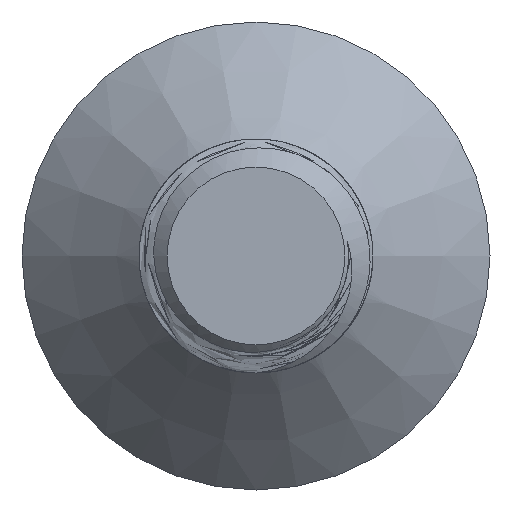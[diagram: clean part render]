
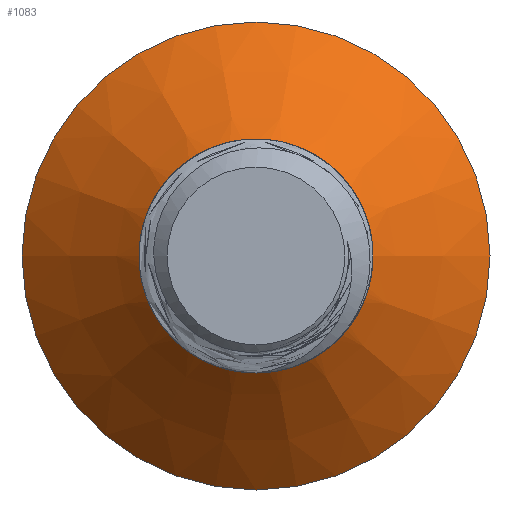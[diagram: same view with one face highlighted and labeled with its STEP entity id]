
A CAD part, left-side view. The second image highlights one B-rep face of the part: STEP entity #1083.
In plain terms, the highlighted conical face has half-angle 45 degrees and reference radius 2.5 mm.
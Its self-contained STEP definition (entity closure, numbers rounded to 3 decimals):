
#38=CONICAL_SURFACE('',#1164,2.5,0.785);
#87=FACE_OUTER_BOUND('',#150,.T.);
#150=EDGE_LOOP('',(#829,#830,#831,#832,#833,#834,#835,#836));
#172=CIRCLE('',#1120,2.5);
#175=CIRCLE('',#1165,5.);
#176=CIRCLE('',#1166,1.98);
#267=B_SPLINE_CURVE_WITH_KNOTS('',3,(#4510,#4511,#4512,#4513,#4514,#4515,
#4516,#4517,#4518,#4519,#4520,#4521,#4522,#4523,#4524,#4525),
 .UNSPECIFIED.,.F.,.F.,(4,2,2,2,2,2,2,4),(1.29,1.418,
1.652,1.915,2.207,2.535,2.793,
2.992),.UNSPECIFIED.);
#268=B_SPLINE_CURVE_WITH_KNOTS('',3,(#4527,#4528,#4529,#4530,#4531,#4532,
#4533,#4534,#4535,#4536,#4537,#4538,#4539,#4540),.UNSPECIFIED.,.F.,.F.,
(4,2,2,2,2,2,4),(0.,0.034,0.058,0.103,
0.166,0.213,0.261),.UNSPECIFIED.);
#269=B_SPLINE_CURVE_WITH_KNOTS('',3,(#4543,#4544,#4545,#4546,#4547,#4548,
#4549,#4550,#4551,#4552,#4553,#4554,#4555,#4556,#4557,#4558,#4559,#4560,
#4561,#4562,#4563,#4564,#4565,#4566,#4567,#4568),.UNSPECIFIED.,.F.,.F.,
(4,2,2,2,2,2,2,2,2,2,2,2,4),(0.,0.044,0.086,
0.163,0.252,0.345,0.454,
0.569,0.704,0.854,1.021,
1.208,1.29),.UNSPECIFIED.);
#318=LINE('',#4509,#374);
#374=VECTOR('',#1333,2.5);
#391=VERTEX_POINT('',#1410);
#392=VERTEX_POINT('',#1445);
#477=VERTEX_POINT('',#4506);
#478=VERTEX_POINT('',#4508);
#479=VERTEX_POINT('',#4526);
#480=VERTEX_POINT('',#4541);
#498=EDGE_CURVE('',#392,#391,#172,.T.);
#623=EDGE_CURVE('',#477,#477,#175,.T.);
#624=EDGE_CURVE('',#477,#478,#318,.T.);
#625=EDGE_CURVE('',#478,#392,#267,.T.);
#626=EDGE_CURVE('',#391,#479,#268,.T.);
#627=EDGE_CURVE('',#479,#480,#176,.T.);
#628=EDGE_CURVE('',#480,#478,#269,.T.);
#829=ORIENTED_EDGE('',*,*,#623,.F.);
#830=ORIENTED_EDGE('',*,*,#624,.T.);
#831=ORIENTED_EDGE('',*,*,#625,.T.);
#832=ORIENTED_EDGE('',*,*,#498,.T.);
#833=ORIENTED_EDGE('',*,*,#626,.T.);
#834=ORIENTED_EDGE('',*,*,#627,.T.);
#835=ORIENTED_EDGE('',*,*,#628,.T.);
#836=ORIENTED_EDGE('',*,*,#624,.F.);
#1083=ADVANCED_FACE('',(#87),#38,.T.);
#1120=AXIS2_PLACEMENT_3D('',#1446,#1201,#1202);
#1164=AXIS2_PLACEMENT_3D('',#4505,#1329,#1330);
#1165=AXIS2_PLACEMENT_3D('',#4507,#1331,#1332);
#1166=AXIS2_PLACEMENT_3D('',#4542,#1334,#1335);
#1201=DIRECTION('center_axis',(0.,0.,1.));
#1202=DIRECTION('ref_axis',(0.,-1.,0.));
#1329=DIRECTION('center_axis',(0.,0.,1.));
#1330=DIRECTION('ref_axis',(0.,-1.,0.));
#1331=DIRECTION('center_axis',(0.,0.,1.));
#1332=DIRECTION('ref_axis',(0.,-1.,0.));
#1333=DIRECTION('',(0.,-0.707,-0.707));
#1334=DIRECTION('center_axis',(0.,0.,1.));
#1335=DIRECTION('ref_axis',(1.,0.,0.));
#1410=CARTESIAN_POINT('',(0.,-2.5,-2.8));
#1445=CARTESIAN_POINT('',(-1.768,-1.768,-2.8));
#1446=CARTESIAN_POINT('Origin',(0.,0.,-2.8));
#4505=CARTESIAN_POINT('Origin',(0.,0.,-2.8));
#4506=CARTESIAN_POINT('',(0.,5.,-0.3));
#4507=CARTESIAN_POINT('Origin',(0.,0.,-0.3));
#4508=CARTESIAN_POINT('',(0.,2.31,-2.99));
#4509=CARTESIAN_POINT('',(0.,2.5,-2.8));
#4510=CARTESIAN_POINT('Ctrl Pts',(0.,2.31,
-2.99));
#4511=CARTESIAN_POINT('Ctrl Pts',(-0.188,2.316,-2.984));
#4512=CARTESIAN_POINT('Ctrl Pts',(-0.367,2.299,-2.978));
#4513=CARTESIAN_POINT('Ctrl Pts',(-0.829,2.208,-2.961));
#4514=CARTESIAN_POINT('Ctrl Pts',(-1.114,2.091,-2.95));
#4515=CARTESIAN_POINT('Ctrl Pts',(-1.654,1.734,-2.928));
#4516=CARTESIAN_POINT('Ctrl Pts',(-1.87,1.501,-2.918));
#4517=CARTESIAN_POINT('Ctrl Pts',(-2.203,1.008,-2.898));
#4518=CARTESIAN_POINT('Ctrl Pts',(-2.325,0.716,-2.887));
#4519=CARTESIAN_POINT('Ctrl Pts',(-2.459,0.065,
-2.865));
#4520=CARTESIAN_POINT('Ctrl Pts',(-2.448,-0.261,
-2.855));
#4521=CARTESIAN_POINT('Ctrl Pts',(-2.35,-0.769,
-2.838));
#4522=CARTESIAN_POINT('Ctrl Pts',(-2.276,-0.985,
-2.83));
#4523=CARTESIAN_POINT('Ctrl Pts',(-2.094,-1.345,-2.817));
#4524=CARTESIAN_POINT('Ctrl Pts',(-1.971,-1.552,-2.809));
#4525=CARTESIAN_POINT('Ctrl Pts',(-1.768,-1.768,-2.8));
#4526=CARTESIAN_POINT('',(-1.956,0.312,-3.32));
#4527=CARTESIAN_POINT('Ctrl Pts',(0.,-2.5,
-2.8));
#4528=CARTESIAN_POINT('Ctrl Pts',(-0.112,-2.487,
-2.813));
#4529=CARTESIAN_POINT('Ctrl Pts',(-0.318,-2.456,
-2.837));
#4530=CARTESIAN_POINT('Ctrl Pts',(-0.734,-2.3,
-2.892));
#4531=CARTESIAN_POINT('Ctrl Pts',(-0.896,-2.217,
-2.915));
#4532=CARTESIAN_POINT('Ctrl Pts',(-1.34,-1.92,-2.985));
#4533=CARTESIAN_POINT('Ctrl Pts',(-1.531,-1.699,-3.021));
#4534=CARTESIAN_POINT('Ctrl Pts',(-1.796,-1.333,-3.079));
#4535=CARTESIAN_POINT('Ctrl Pts',(-1.909,-1.094,-3.115));
#4536=CARTESIAN_POINT('Ctrl Pts',(-2.026,-0.653,
-3.18));
#4537=CARTESIAN_POINT('Ctrl Pts',(-2.05,-0.459,
-3.208));
#4538=CARTESIAN_POINT('Ctrl Pts',(-2.044,-0.064,
-3.264));
#4539=CARTESIAN_POINT('Ctrl Pts',(-2.015,0.127,-3.291));
#4540=CARTESIAN_POINT('Ctrl Pts',(-1.956,0.312,-3.32));
#4541=CARTESIAN_POINT('',(-1.603,-1.163,-3.32));
#4542=CARTESIAN_POINT('Origin',(0.,0.,-3.32));
#4543=CARTESIAN_POINT('Ctrl Pts',(-1.603,-1.163,-3.32));
#4544=CARTESIAN_POINT('Ctrl Pts',(-1.523,-1.284,-3.314));
#4545=CARTESIAN_POINT('Ctrl Pts',(-1.43,-1.394,-3.308));
#4546=CARTESIAN_POINT('Ctrl Pts',(-1.223,-1.593,-3.297));
#4547=CARTESIAN_POINT('Ctrl Pts',(-1.11,-1.68,-3.291));
#4548=CARTESIAN_POINT('Ctrl Pts',(-0.772,-1.889,
-3.275));
#4549=CARTESIAN_POINT('Ctrl Pts',(-0.532,-1.981,
-3.265));
#4550=CARTESIAN_POINT('Ctrl Pts',(0.009,-2.078,
-3.243));
#4551=CARTESIAN_POINT('Ctrl Pts',(0.287,-2.062,-3.233));
#4552=CARTESIAN_POINT('Ctrl Pts',(0.79,-1.95,-3.213));
#4553=CARTESIAN_POINT('Ctrl Pts',(1.034,-1.844,-3.202));
#4554=CARTESIAN_POINT('Ctrl Pts',(1.505,-1.523,-3.18));
#4555=CARTESIAN_POINT('Ctrl Pts',(1.698,-1.31,-3.17));
#4556=CARTESIAN_POINT('Ctrl Pts',(1.985,-0.868,-3.15));
#4557=CARTESIAN_POINT('Ctrl Pts',(2.089,-0.614,-3.14));
#4558=CARTESIAN_POINT('Ctrl Pts',(2.205,-0.035,-3.118));
#4559=CARTESIAN_POINT('Ctrl Pts',(2.192,0.259,-3.108));
#4560=CARTESIAN_POINT('Ctrl Pts',(2.084,0.798,-3.087));
#4561=CARTESIAN_POINT('Ctrl Pts',(1.972,1.067,-3.077));
#4562=CARTESIAN_POINT('Ctrl Pts',(1.631,1.577,-3.055));
#4563=CARTESIAN_POINT('Ctrl Pts',(1.41,1.78,-3.045));
#4564=CARTESIAN_POINT('Ctrl Pts',(0.942,2.093,-3.024));
#4565=CARTESIAN_POINT('Ctrl Pts',(0.665,2.208,-3.014));
#4566=CARTESIAN_POINT('Ctrl Pts',(0.246,2.292,-2.999));
#4567=CARTESIAN_POINT('Ctrl Pts',(0.121,2.306,-2.994));
#4568=CARTESIAN_POINT('Ctrl Pts',(0.,2.31,
-2.99));
